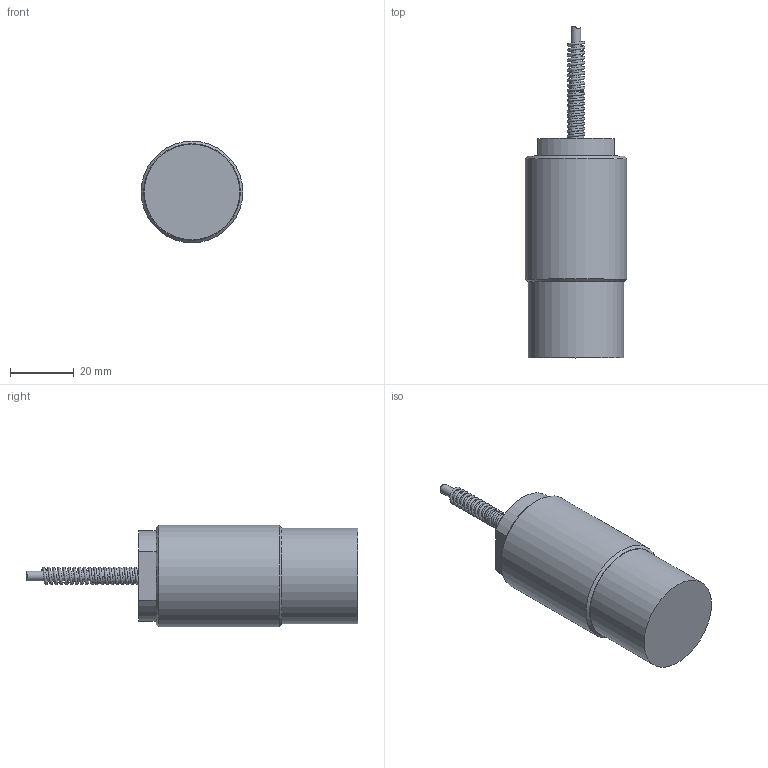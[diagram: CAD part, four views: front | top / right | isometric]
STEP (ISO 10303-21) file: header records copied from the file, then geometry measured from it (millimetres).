
FILE_DESCRIPTION(/* description */ (''),/* implementation_level */ '2;1');
FILE_NAME(/* name */ '498005_Shrinkwrap_1.stp',/* time_stamp */ '2022-06-15T12:20:46+02:00',/* author */ ('Krieger Anja'),/* organization */ (''),/* preprocessor_version */ 'ST-DEVELOPER v18.1',/* originating_system */ 'Autodesk Inventor 2021',/* authorisation */ '');
FILE_SCHEMA (('AUTOMOTIVE_DESIGN { 1 0 10303 214 3 1 1 }'));
Length unit declared in the file: millimetre
Products named in the file (1): 498005_Shrinkwrap_1
Bounding box: 32 x 104.4 x 32 mm (x, y, z)
Volume: 18416.6 mm3; surface area: 16086.2 mm2
Topology: 2 solids, 2 shells, 59 faces, 136 edges, 90 vertices
Faces by surface type: cylinder 26, plane 23, cone 6, torus 3, bspline 1
Full cylindrical faces by diameter (mm): 3 x1, 3.5 x1, 5 x11, 8.8 x1, 9 x1, 26.2 x1, 28 x1, 29 x1, 30 x1, 32 x1
Entity records: 5017 total; most frequent: CARTESIAN_POINT 3567, ORIENTED_EDGE 270, DIRECTION 262, EDGE_CURVE 135, AXIS2_PLACEMENT_3D 106, VERTEX_POINT 90, EDGE_LOOP 69, STYLED_ITEM 61
